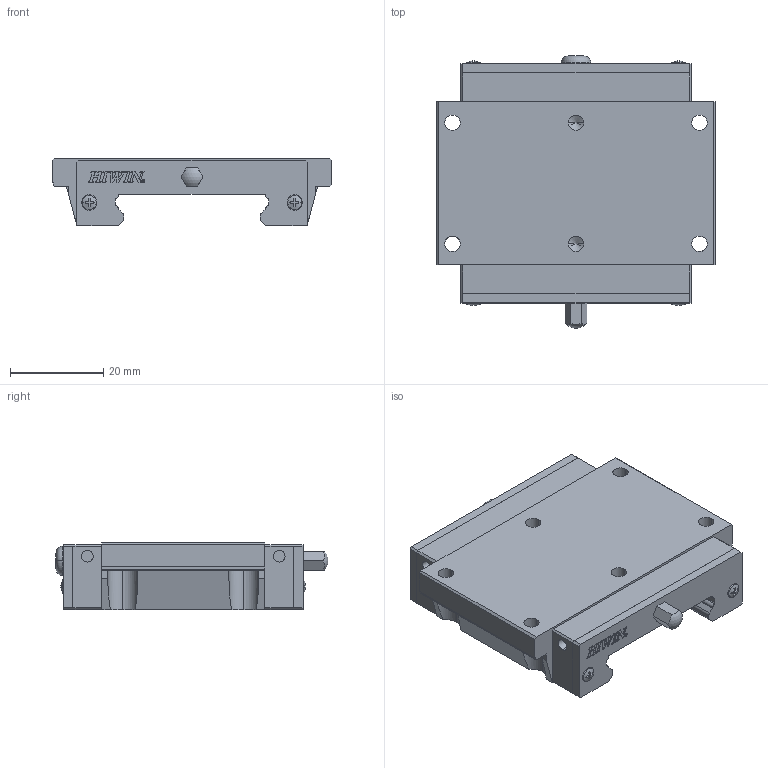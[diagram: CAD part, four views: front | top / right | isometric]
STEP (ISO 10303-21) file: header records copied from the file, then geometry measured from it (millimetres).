
FILE_DESCRIPTION(('no description'),'unknown implementation level');
FILE_NAME('WEW17CC_Z0_H_SS_FILE_6.stp',' ',('HIWIN GmbH'),('CADClick - KiM GmbH - www.kimweb.de'),'unknown preprocess','ACIS','unknown authorization');
FILE_SCHEMA(('automotive_design'));
Length unit declared in the file: millimetre
Products named in the file (1): WEW17CC Z0 H SS_FILE
Bounding box: 60 x 58.43 x 14.5 mm (x, y, z)
Volume: 27696.4 mm3; surface area: 10006.9 mm2
Topology: 1 solids, 5 shells, 565 faces, 1552 edges, 1028 vertices
Faces by surface type: plane 396, cylinder 142, cone 24, torus 2, sphere 1
Entity records: 35213 total; most frequent: CARTESIAN_POINT 3254, STYLED_ITEM 3142, PRESENTATION_STYLE_ASSIGNMENT 3142, COLOUR_RGB 3142, ORIENTED_EDGE 3096, DIRECTION 2942, EDGE_CURVE 1548, CURVE_STYLE 1548
